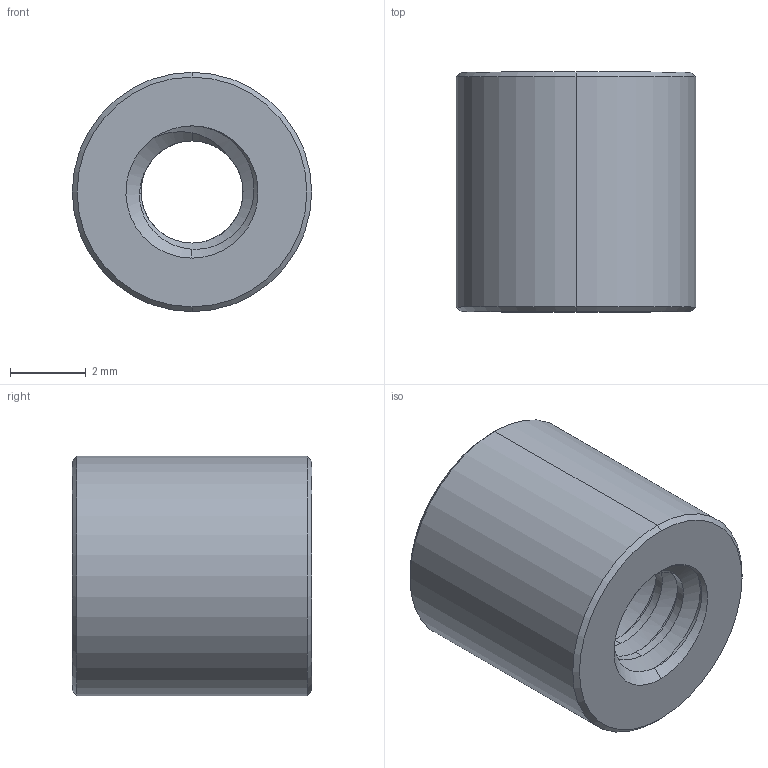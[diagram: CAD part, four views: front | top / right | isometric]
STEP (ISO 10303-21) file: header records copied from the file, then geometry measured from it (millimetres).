
FILE_DESCRIPTION (( 'STEP AP203' ), '1' );
FILE_NAME ('633119.STEP', '2017-06-28T19:47:52', ( '' ), ( '' ), 'SwSTEP 2.0', 'SolidWorks 2016', '' );
FILE_SCHEMA (( 'CONFIG_CONTROL_DESIGN' ));
Length unit declared in the file: inch
Products named in the file (1): 633119
Bounding box: 6.34 x 6.35 x 6.34 mm (x, y, z)
Volume: 153.1 mm3; surface area: 264.5 mm2
Topology: 1 solids, 1 shells, 58 faces, 158 edges, 102 vertices
Faces by surface type: cylinder 44, cone 10, plane 2, bspline 2
Entity records: 5343 total; most frequent: CARTESIAN_POINT 4041, ORIENTED_EDGE 316, DIRECTION 204, EDGE_CURVE 158, VERTEX_POINT 102, AXIS2_PLACEMENT_3D 77, EDGE_LOOP 60, FACE_OUTER_BOUND 58
